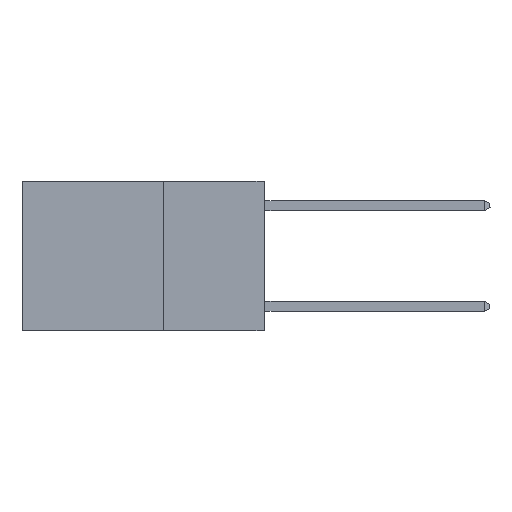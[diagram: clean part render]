
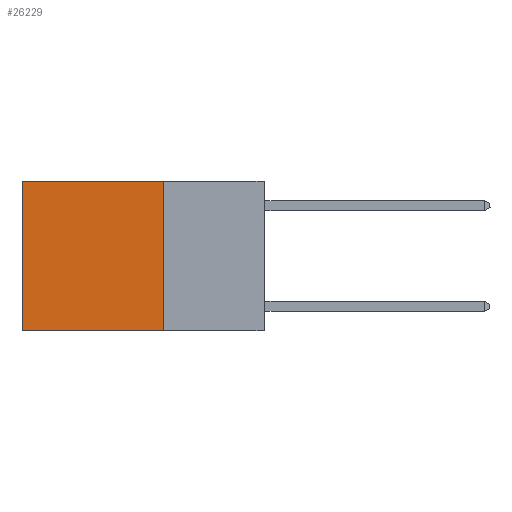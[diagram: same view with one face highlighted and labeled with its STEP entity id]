
A CAD part, left-side view. The second image highlights one B-rep face of the part: STEP entity #26229.
In plain terms, the highlighted planar face has unit normal (-1, 0, 0).
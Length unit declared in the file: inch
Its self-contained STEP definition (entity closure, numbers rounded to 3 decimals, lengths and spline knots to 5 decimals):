
#41 = EDGE_LOOP ( 'NONE', ( #13021, #13016, #14548, #18841 ) ) ;
#366 = EDGE_CURVE ( 'NONE', #855, #4631, #22063, .T. ) ;
#855 = VERTEX_POINT ( 'NONE', #7102 ) ;
#1468 = FACE_OUTER_BOUND ( 'NONE', #41, .T. ) ;
#2616 = DIRECTION ( 'NONE',  ( 0., 0., -1. ) ) ;
#4631 = VERTEX_POINT ( 'NONE', #21241 ) ;
#7102 = CARTESIAN_POINT ( 'NONE',  ( 0.2625, 0.25, 0. ) ) ;
#7585 = VECTOR ( 'NONE', #10161, 39.37008 ) ;
#7902 = VECTOR ( 'NONE', #2616, 39.37008 ) ;
#7924 = VERTEX_POINT ( 'NONE', #18095 ) ;
#8010 = DIRECTION ( 'NONE',  ( 1., 0., 0. ) ) ;
#9261 = VERTEX_POINT ( 'NONE', #25828 ) ;
#9635 = CARTESIAN_POINT ( 'NONE',  ( 0.2625, 0.25, 0. ) ) ;
#10092 = PLANE ( 'NONE',  #20215 ) ;
#10161 = DIRECTION ( 'NONE',  ( 0., 0., -1. ) ) ;
#11716 = EDGE_CURVE ( 'NONE', #855, #7924, #12522, .T. ) ;
#12388 = CARTESIAN_POINT ( 'NONE',  ( 0.2625, 0.25, 0. ) ) ;
#12522 = LINE ( 'NONE', #12388, #7585 ) ;
#13016 = ORIENTED_EDGE ( 'NONE', *, *, #19460, .F. ) ;
#13021 = ORIENTED_EDGE ( 'NONE', *, *, #25675, .T. ) ;
#13041 = VECTOR ( 'NONE', #21468, 39.37008 ) ;
#13187 = CARTESIAN_POINT ( 'NONE',  ( 0.2625, 0.6, 0. ) ) ;
#14548 = ORIENTED_EDGE ( 'NONE', *, *, #11716, .F. ) ;
#16442 = DIRECTION ( 'NONE',  ( 0., 0., -1. ) ) ;
#18095 = CARTESIAN_POINT ( 'NONE',  ( 0.2625, 0.25, -0.37 ) ) ;
#18841 = ORIENTED_EDGE ( 'NONE', *, *, #366, .T. ) ;
#19460 = EDGE_CURVE ( 'NONE', #7924, #9261, #23541, .T. ) ;
#19793 = LINE ( 'NONE', #13187, #7902 ) ;
#20215 = AXIS2_PLACEMENT_3D ( 'NONE', #24727, #8010, #16442 ) ;
#21241 = CARTESIAN_POINT ( 'NONE',  ( 0.2625, 0.6, 0. ) ) ;
#21468 = DIRECTION ( 'NONE',  ( 0., 1., 0. ) ) ;
#22063 = LINE ( 'NONE', #9635, #25998 ) ;
#23407 = CARTESIAN_POINT ( 'NONE',  ( 0.2625, 0.25, -0.37 ) ) ;
#23541 = LINE ( 'NONE', #23407, #13041 ) ;
#24419 = DIRECTION ( 'NONE',  ( 0., 1., 0. ) ) ;
#24727 = CARTESIAN_POINT ( 'NONE',  ( 0.2625, 0.25, 0. ) ) ;
#25675 = EDGE_CURVE ( 'NONE', #4631, #9261, #19793, .T. ) ;
#25828 = CARTESIAN_POINT ( 'NONE',  ( 0.2625, 0.6, -0.37 ) ) ;
#25998 = VECTOR ( 'NONE', #24419, 39.37008 ) ;
#26229 = ADVANCED_FACE ( 'NONE', ( #1468 ), #10092, .F. ) ;
